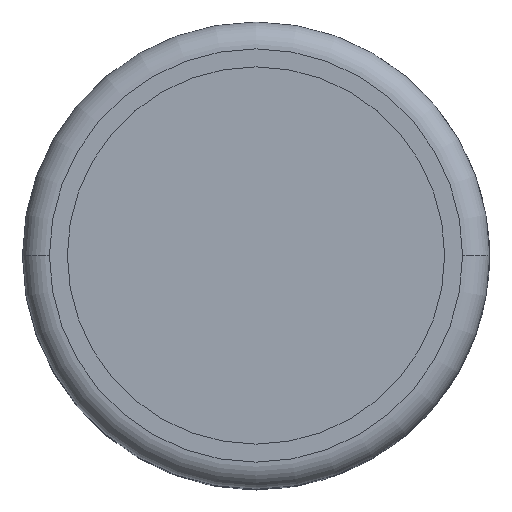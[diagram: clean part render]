
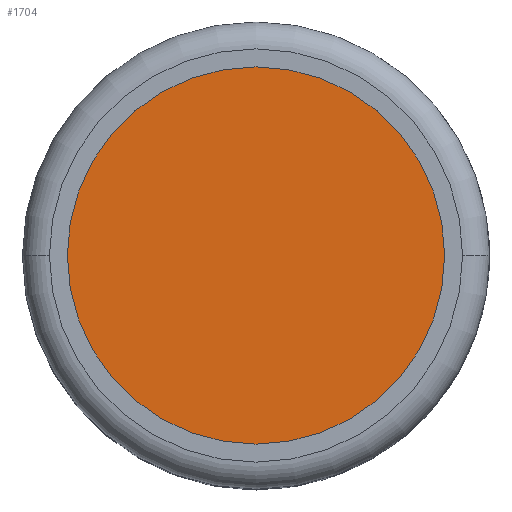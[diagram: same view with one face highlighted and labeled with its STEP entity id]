
A CAD part, top view. The second image highlights one B-rep face of the part: STEP entity #1704.
In plain terms, the highlighted planar face has unit normal (0, 0, 1).
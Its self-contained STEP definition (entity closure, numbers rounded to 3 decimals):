
#1634=CARTESIAN_POINT('',(-10.5,0.,31.75));
#1635=VERTEX_POINT('',#1634);
#1644=CARTESIAN_POINT('',(10.5,0.0,31.75));
#1645=VERTEX_POINT('',#1644);
#1646=CARTESIAN_POINT('',(0.0,0.0,31.75));
#1647=DIRECTION('',(0.0,0.0,-1.0));
#1648=DIRECTION('',(-1.0,0.0,0.0));
#1649=AXIS2_PLACEMENT_3D('',#1646,#1647,#1648);
#1650=CIRCLE('',#1649,10.5);
#1651=EDGE_CURVE('',#1635,#1645,#1650,.T.);
#1685=CARTESIAN_POINT('',(0.0,0.0,31.75));
#1686=DIRECTION('',(0.0,0.0,-1.0));
#1687=DIRECTION('',(-1.0,0.0,0.0));
#1688=AXIS2_PLACEMENT_3D('',#1685,#1686,#1687);
#1689=CIRCLE('',#1688,10.5);
#1690=EDGE_CURVE('',#1645,#1635,#1689,.T.);
#1695=CARTESIAN_POINT('',(0.0,0.0,31.75));
#1696=DIRECTION('',(0.0,0.0,1.0));
#1697=DIRECTION('',(-1.0,0.0,0.0));
#1698=AXIS2_PLACEMENT_3D('',#1695,#1696,#1697);
#1699=PLANE('',#1698);
#1700=ORIENTED_EDGE('',*,*,#1651,.F.);
#1701=ORIENTED_EDGE('',*,*,#1690,.F.);
#1702=EDGE_LOOP('',(#1700,#1701));
#1703=FACE_OUTER_BOUND('',#1702,.T.);
#1704=ADVANCED_FACE('',(#1703),#1699,.T.);
